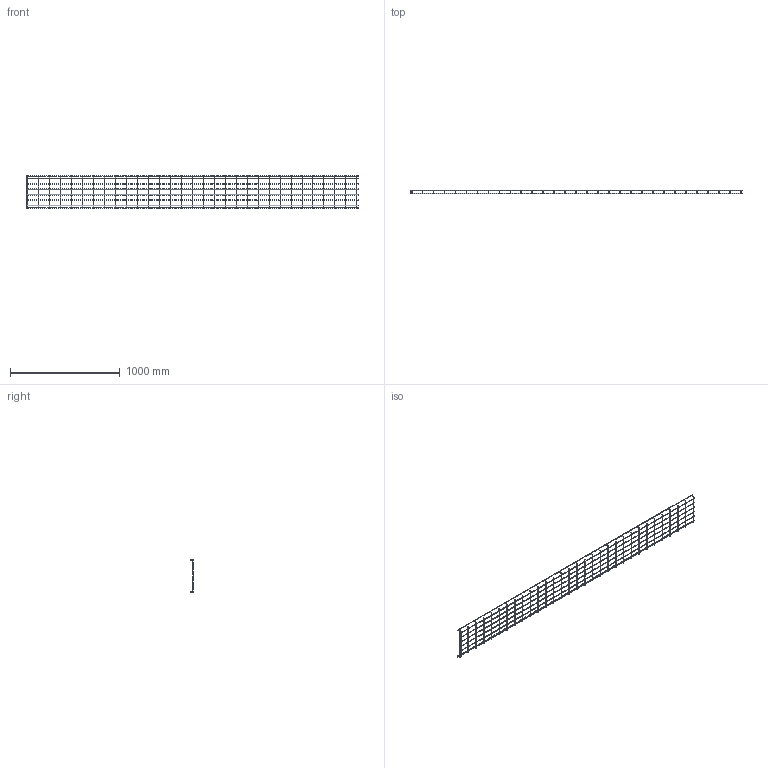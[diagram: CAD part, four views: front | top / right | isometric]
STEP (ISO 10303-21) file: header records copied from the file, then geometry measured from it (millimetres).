
FILE_DESCRIPTION (( 'STEP AP214' ), '1' );
FILE_NAME ('6000059.stp', '2018-10-25T13:49:18', ( '' ), ( '' ), 'SwSTEP 2.0', 'SolidWorks 2018', '' );
FILE_SCHEMA (( 'AUTOMOTIVE_DESIGN' ));
Length unit declared in the file: millimetre
Products named in the file (1): 6000059
Bounding box: 3022.46 x 34.88 x 300 mm (x, y, z)
Volume: 606454 mm3; surface area: 512753 mm2
Topology: 1 solids, 1 shells, 416 faces, 1712 edges, 1056 vertices
Faces by surface type: cylinder 208, torus 128, plane 80
Entity records: 31962 total; most frequent: CARTESIAN_POINT 18545, ORIENTED_EDGE 3424, DIRECTION 2194, EDGE_CURVE 1712, VERTEX_POINT 1056, AXIS2_PLACEMENT_3D 833, B_SPLINE_CURVE_WITH_KNOTS 640, EDGE_LOOP 608
